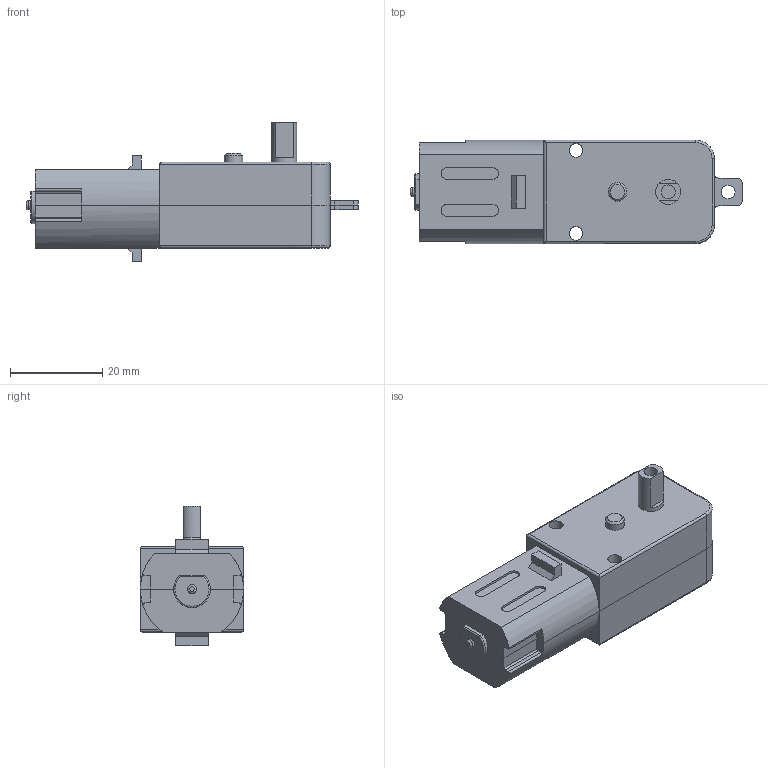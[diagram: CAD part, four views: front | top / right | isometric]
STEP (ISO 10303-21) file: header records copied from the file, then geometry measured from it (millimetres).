
FILE_DESCRIPTION(/* description */ (''),/* implementation_level */ '2;1');
FILE_NAME(/* name */ 'TT Motor Metal Gear.step',/* time_stamp */ '2020-03-21T11:41:16-04:00',/* author */ (''),/* organization */ (''),/* preprocessor_version */ 'ST-DEVELOPER v18',/* originating_system */ 'Autodesk Translation Framework v8.12.0.6',/* authorisation */ '');
FILE_SCHEMA (('AUTOMOTIVE_DESIGN { 1 0 10303 214 3 1 1 }'));
Length unit declared in the file: millimetre
Products named in the file (1): Motor Metal Gear
Bounding box: 72 x 22.4 x 30.3 mm (x, y, z)
Volume: 24187 mm3; surface area: 9379.9 mm2
Topology: 4 solids, 4 shells, 132 faces, 328 edges, 213 vertices
Faces by surface type: plane 72, cylinder 53, torus 5, cone 1, bspline 1
Full cylindrical faces by diameter (mm): 2 x1, 3 x7, 4 x1, 5.4 x1
Entity records: 4063 total; most frequent: CARTESIAN_POINT 748, DIRECTION 705, ORIENTED_EDGE 656, EDGE_CURVE 328, AXIS2_PLACEMENT_3D 249, VERTEX_POINT 213, LINE 207, VECTOR 207
